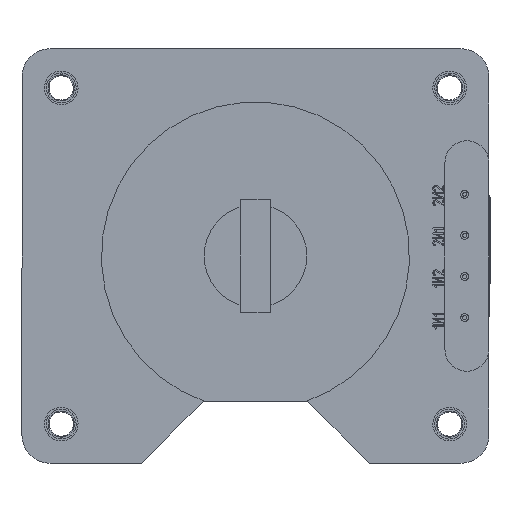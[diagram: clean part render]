
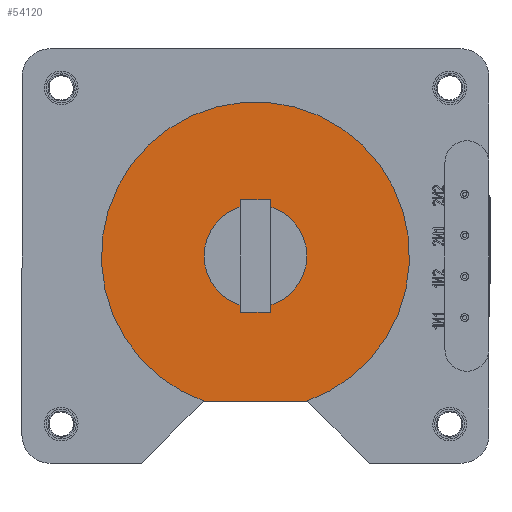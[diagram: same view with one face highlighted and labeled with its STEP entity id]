
A CAD part, left-side view. The second image highlights one B-rep face of the part: STEP entity #54120.
In plain terms, the highlighted planar face has unit normal (-1, 0, 0).
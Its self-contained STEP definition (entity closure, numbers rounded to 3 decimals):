
#3001 = DIRECTION ( 'NONE',  ( -1., 0., 0. ) ) ;
#4394 = CARTESIAN_POINT ( 'NONE',  ( -135., 0., 0. ) ) ;
#4763 = AXIS2_PLACEMENT_3D ( 'NONE', #4394, #73087, #14286 ) ;
#8519 = EDGE_LOOP ( 'NONE', ( #110388, #79834 ) ) ;
#11216 = EDGE_CURVE ( 'NONE', #31694, #105514, #84371, .T. ) ;
#13693 = ORIENTED_EDGE ( 'NONE', *, *, #11216, .T. ) ;
#14286 = DIRECTION ( 'NONE',  ( 0., 0., 1. ) ) ;
#19315 = CIRCLE ( 'NONE', #126781, 27.5 ) ;
#21100 = CARTESIAN_POINT ( 'NONE',  ( -135., -26.875, -78. ) ) ;
#23532 = DIRECTION ( 'NONE',  ( 0., -1., 0. ) ) ;
#24600 = DIRECTION ( 'NONE',  ( -1., 0., 0. ) ) ;
#26304 = VERTEX_POINT ( 'NONE', #105684 ) ;
#31694 = VERTEX_POINT ( 'NONE', #61404 ) ;
#32791 = AXIS2_PLACEMENT_3D ( 'NONE', #61883, #3001, #71716 ) ;
#45951 = DIRECTION ( 'NONE',  ( -1., 0., 0. ) ) ;
#54120 = ADVANCED_FACE ( 'NONE', ( #103965, #80968 ), #61474, .T. ) ;
#58312 = VECTOR ( 'NONE', #23532, 1000. ) ;
#61404 = CARTESIAN_POINT ( 'NONE',  ( -135., 26.875, -78. ) ) ;
#61474 = PLANE ( 'NONE',  #32791 ) ;
#61883 = CARTESIAN_POINT ( 'NONE',  ( -135., 0., 0. ) ) ;
#62659 = CARTESIAN_POINT ( 'NONE',  ( -135., 26.875, -78. ) ) ;
#71716 = DIRECTION ( 'NONE',  ( 0., 0., 1. ) ) ;
#73087 = DIRECTION ( 'NONE',  ( -1., 0., 0. ) ) ;
#78577 = EDGE_CURVE ( 'NONE', #26304, #114639, #121548, .T. ) ;
#79834 = ORIENTED_EDGE ( 'NONE', *, *, #78577, .F. ) ;
#80968 = FACE_BOUND ( 'NONE', #8519, .T. ) ;
#83435 = CARTESIAN_POINT ( 'NONE',  ( -135., 0., 0. ) ) ;
#84371 = LINE ( 'NONE', #62659, #58312 ) ;
#89294 = EDGE_CURVE ( 'NONE', #114639, #26304, #19315, .T. ) ;
#93294 = DIRECTION ( 'NONE',  ( 0., 0., 1. ) ) ;
#98310 = CARTESIAN_POINT ( 'NONE',  ( -135., 0., -27.5 ) ) ;
#101653 = EDGE_CURVE ( 'NONE', #105514, #31694, #120360, .T. ) ;
#103965 = FACE_OUTER_BOUND ( 'NONE', #110928, .T. ) ;
#104717 = CARTESIAN_POINT ( 'NONE',  ( -135., 0., 0. ) ) ;
#105514 = VERTEX_POINT ( 'NONE', #21100 ) ;
#105684 = CARTESIAN_POINT ( 'NONE',  ( -135., 0., 27.5 ) ) ;
#110388 = ORIENTED_EDGE ( 'NONE', *, *, #89294, .F. ) ;
#110928 = EDGE_LOOP ( 'NONE', ( #116659, #13693 ) ) ;
#114574 = DIRECTION ( 'NONE',  ( 0., 0., 1. ) ) ;
#114639 = VERTEX_POINT ( 'NONE', #98310 ) ;
#116659 = ORIENTED_EDGE ( 'NONE', *, *, #101653, .T. ) ;
#120360 = CIRCLE ( 'NONE', #4763, 82.5 ) ;
#121548 = CIRCLE ( 'NONE', #122561, 27.5 ) ;
#122561 = AXIS2_PLACEMENT_3D ( 'NONE', #104717, #45951, #114574 ) ;
#126781 = AXIS2_PLACEMENT_3D ( 'NONE', #83435, #24600, #93294 ) ;
